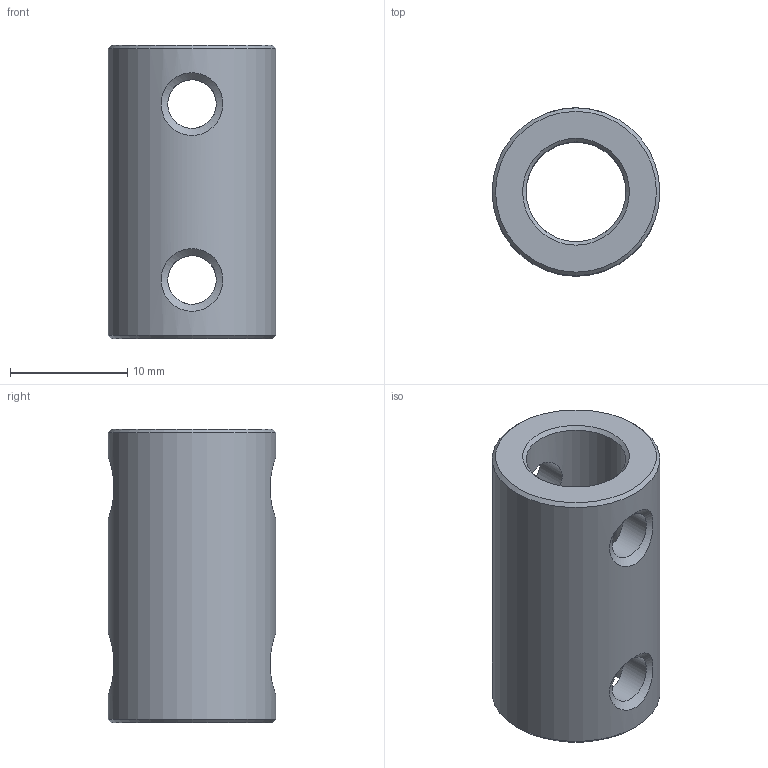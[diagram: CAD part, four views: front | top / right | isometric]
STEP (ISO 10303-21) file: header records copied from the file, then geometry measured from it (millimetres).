
FILE_DESCRIPTION(('STEP AP203'), '1');
FILE_NAME('ftulka', '', ('UNSPECIFIED'), ('UNSPECIFIED'), 'C3D Converter', 'C3D Toolkit', '');
FILE_SCHEMA(('CONFIG_CONTROL_DESIGN'));
Length unit declared in the file: millimetre
Bounding box: 14.3 x 14.3 x 25 mm (x, y, z)
Volume: 2423.2 mm3; surface area: 2000.8 mm2
Topology: 1 solids, 1 shells, 16 faces, 54 edges, 44 vertices
Faces by surface type: cylinder 6, cone 4, bspline 4, plane 2
Full cylindrical faces by diameter (mm): 4.134 x4, 8.5 x1, 14.3 x1
Entity records: 3461 total; most frequent: CARTESIAN_POINT 2975, DIRECTION 74, EDGE_LOOP 40, ORIENTED_EDGE 40, AXIS2_PLACEMENT_3D 37, FACE_OUTER_BOUND 28, CIRCLE 24, COLOUR_RGB 21
